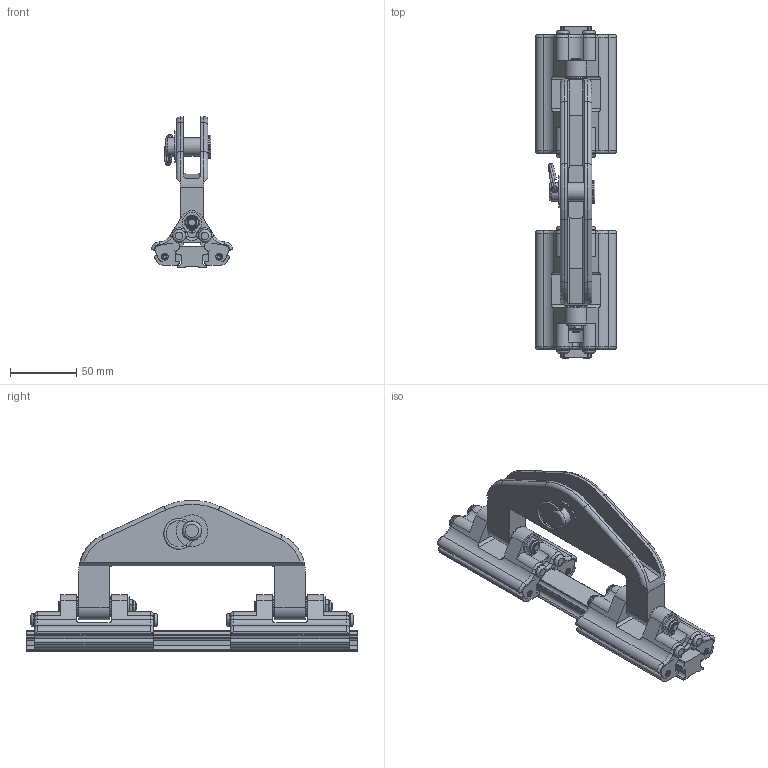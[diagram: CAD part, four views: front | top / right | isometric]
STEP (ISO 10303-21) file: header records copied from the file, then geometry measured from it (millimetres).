
FILE_DESCRIPTION(/* description */ (''),/* implementation_level */ '2;1');
FILE_NAME(/* name */ 'FB24.90D .stp',/* time_stamp */ '2021-03-31T11:16:23+02:00',/* author */ ('lucade'),/* organization */ (''),/* preprocessor_version */ 'ST-DEVELOPER v18.1',/* originating_system */ 'Autodesk Inventor 2021',/* authorisation */ '');
FILE_SCHEMA (('AUTOMOTIVE_DESIGN { 1 0 10303 214 3 1 1 }'));
Length unit declared in the file: millimetre
Products named in the file (1): 20020602
Bounding box: 60.89 x 250 x 113.69 mm (x, y, z)
Volume: 349713.4 mm3; surface area: 112600.1 mm2
Topology: 1 solids, 6 shells, 891 faces, 2440 edges, 1574 vertices
Faces by surface type: plane 401, cylinder 276, torus 132, cone 32, bspline 26, sphere 24
Full cylindrical faces by diameter (mm): 3 x2, 4 x1, 5.2 x8, 6 x4, 6.4 x1, 6.5 x2, 8 x3, 8.2 x4, 9.5 x2, 9.8 x8, 14 x1, 14.5 x2, 15 x1, 15.8 x4, 17.8 x1, 24 x1
Entity records: 32228 total; most frequent: CARTESIAN_POINT 9634, ORIENTED_EDGE 4878, DIRECTION 4723, EDGE_CURVE 2439, AXIS2_PLACEMENT_3D 1789, VERTEX_POINT 1574, LINE 1145, VECTOR 1145
